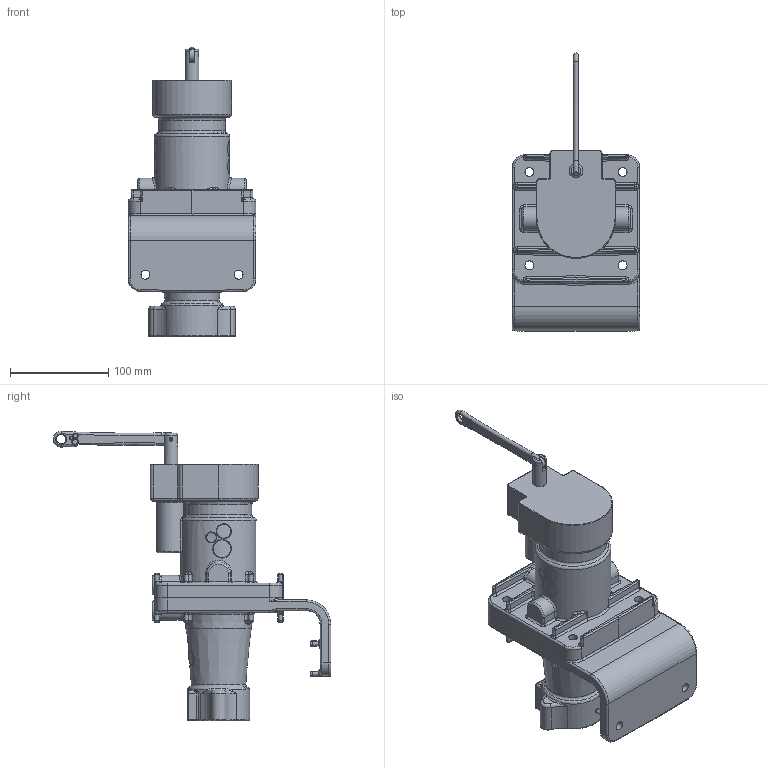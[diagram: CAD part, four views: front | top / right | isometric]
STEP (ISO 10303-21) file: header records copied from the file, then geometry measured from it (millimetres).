
FILE_DESCRIPTION(/* description */ ('PES RGB (Solid)'),/* implementation_level */ '2;1');
FILE_NAME(/* name */ 'PES RGB + REC Jack In [Solid].stp',/* time_stamp */ '2022-10-04T12:32:03+10:00',/* author */ ('a.tao491'),/* organization */ (''),/* preprocessor_version */ 'ST-DEVELOPER v16.5',/* originating_system */ 'Autodesk Inventor 2017',/* authorisation */ '');
FILE_SCHEMA (('AUTOMOTIVE_DESIGN { 1 0 10303 214 3 1 1 }'));
Length unit declared in the file: millimetre
Products named in the file (7): RS2259_SLD with REC; 2725_SLD; 2540_SLD; RS1918_SLD; 1712_SLD; 2547; 1715
Assembly tree (6 placements, depth 3):
  RS2259_SLD with REC
    2725_SLD
    2540_SLD
    RS1918_SLD
      1712_SLD
      2547
      1715
Bounding box: 130 x 282.72 x 294.59 mm (x, y, z)
Volume: 1762774.6 mm3; surface area: 202804.8 mm2
Topology: 5 solids, 5 shells, 744 faces, 1715 edges, 962 vertices
Faces by surface type: cylinder 262, bspline 168, plane 137, torus 135, sphere 33, cone 9
Full cylindrical faces by diameter (mm): 2.7 x2, 4 x2, 5 x1, 9 x10, 9.5 x1, 10.08 x2, 14 x1, 14.4 x2, 18 x2, 77 x1
Entity records: 28047 total; most frequent: CARTESIAN_POINT 11303, DIRECTION 3401, ORIENTED_EDGE 3246, EDGE_CURVE 1623, AXIS2_PLACEMENT_3D 1460, VERTEX_POINT 937, EDGE_LOOP 820, CIRCLE 800
